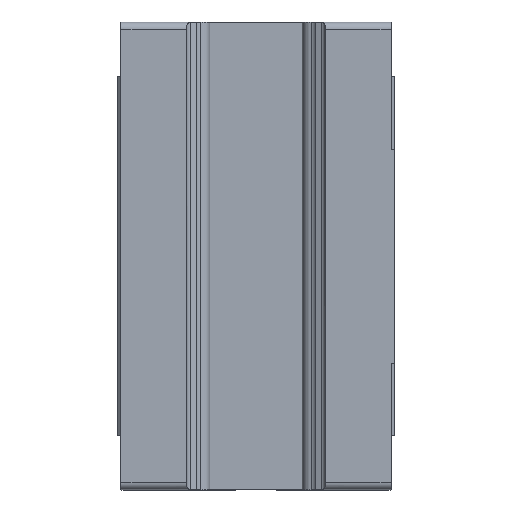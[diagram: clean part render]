
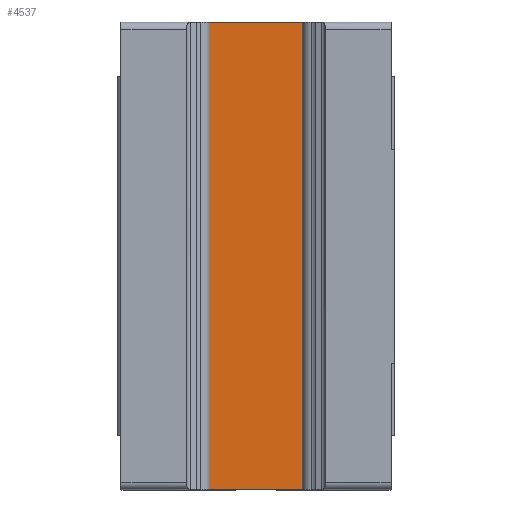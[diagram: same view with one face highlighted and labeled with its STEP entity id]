
A CAD part, front view. The second image highlights one B-rep face of the part: STEP entity #4537.
In plain terms, the highlighted planar face has unit normal (0, -1, 0).
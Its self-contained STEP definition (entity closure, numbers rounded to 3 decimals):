
#312 = CARTESIAN_POINT ( 'NONE',  ( -23.5, 2., 71.65 ) ) ;
#313 = DIRECTION ( 'NONE',  ( 1., 0., 0. ) ) ;
#1022 = EDGE_CURVE ( 'NONE', #10199, #10205, #7224, .T. ) ;
#1023 = EDGE_CURVE ( 'NONE', #10229, #10265, #7222, .T. ) ;
#2563 = DIRECTION ( 'NONE',  ( 0., 0., 1. ) ) ;
#2564 = DIRECTION ( 'NONE',  ( 0., 1., 0. ) ) ;
#2566 = PLANE ( 'NONE',  #15885 ) ;
#2567 = CARTESIAN_POINT ( 'NONE',  ( 8.834, 2., -9.5 ) ) ;
#3828 = ORIENTED_EDGE ( 'NONE', *, *, #12798, .F. ) ;
#3833 = ORIENTED_EDGE ( 'NONE', *, *, #1023, .T. ) ;
#3837 = ORIENTED_EDGE ( 'NONE', *, *, #1022, .F. ) ;
#3849 = ORIENTED_EDGE ( 'NONE', *, *, #12950, .F. ) ;
#4537 = ADVANCED_FACE ( 'NONE', ( #7439 ), #2566, .F. ) ;
#4859 = LINE ( 'NONE', #312, #4860 ) ;
#4860 = VECTOR ( 'NONE', #313, 1000. ) ;
#4885 = DIRECTION ( 'NONE',  ( 0., 0., 1. ) ) ;
#4888 = DIRECTION ( 'NONE',  ( 0., 0., 1. ) ) ;
#4890 = CARTESIAN_POINT ( 'NONE',  ( 8.834, 2., -9.5 ) ) ;
#4893 = CARTESIAN_POINT ( 'NONE',  ( -8.834, 2., -9.5 ) ) ;
#6098 = CARTESIAN_POINT ( 'NONE',  ( -8.834, 2., -9.45 ) ) ;
#6104 = CARTESIAN_POINT ( 'NONE',  ( -8.834, 2., 71.65 ) ) ;
#6128 = CARTESIAN_POINT ( 'NONE',  ( 8.834, 2., -9.45 ) ) ;
#6164 = CARTESIAN_POINT ( 'NONE',  ( 8.834, 2., 71.65 ) ) ;
#6395 = CARTESIAN_POINT ( 'NONE',  ( -23.5, 2., -9.45 ) ) ;
#6396 = DIRECTION ( 'NONE',  ( -1., 0., 0. ) ) ;
#7217 = VECTOR ( 'NONE', #4885, 1000. ) ;
#7219 = VECTOR ( 'NONE', #4888, 1000. ) ;
#7222 = LINE ( 'NONE', #4890, #7217 ) ;
#7224 = LINE ( 'NONE', #4893, #7219 ) ;
#7322 = VECTOR ( 'NONE', #6396, 1000. ) ;
#7334 = LINE ( 'NONE', #6395, #7322 ) ;
#7439 = FACE_OUTER_BOUND ( 'NONE', #15013, .T. ) ;
#10199 = VERTEX_POINT ( 'NONE', #6098 ) ;
#10205 = VERTEX_POINT ( 'NONE', #6104 ) ;
#10229 = VERTEX_POINT ( 'NONE', #6128 ) ;
#10265 = VERTEX_POINT ( 'NONE', #6164 ) ;
#12798 = EDGE_CURVE ( 'NONE', #10229, #10199, #7334, .T. ) ;
#12950 = EDGE_CURVE ( 'NONE', #10205, #10265, #4859, .T. ) ;
#15013 = EDGE_LOOP ( 'NONE', ( #3833, #3849, #3837, #3828 ) ) ;
#15885 = AXIS2_PLACEMENT_3D ( 'NONE', #2567, #2564, #2563 ) ;
